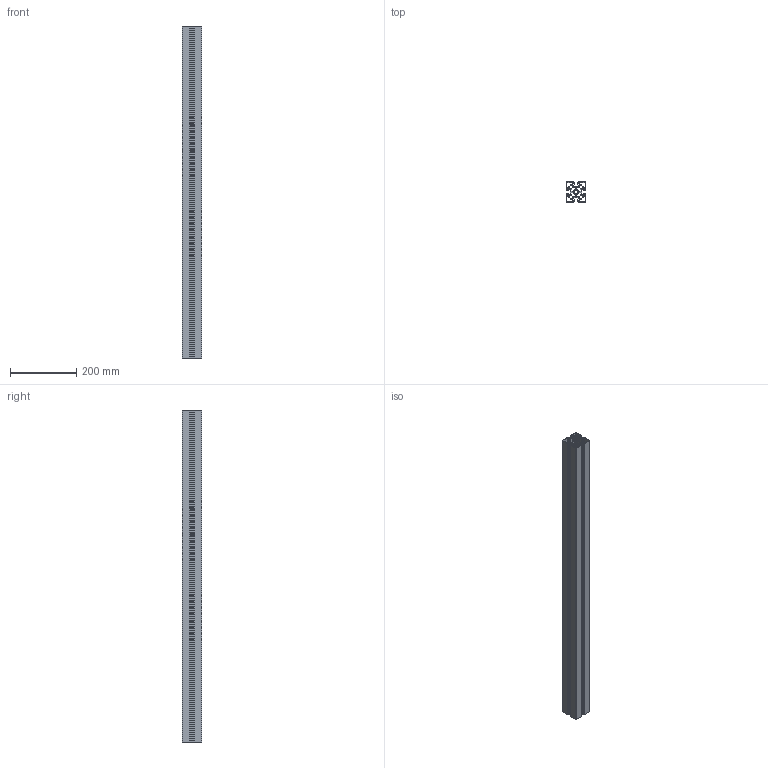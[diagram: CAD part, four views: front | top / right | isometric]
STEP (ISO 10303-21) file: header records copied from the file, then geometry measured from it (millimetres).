
FILE_DESCRIPTION (( 'STEP AP214' ), '1' );
FILE_NAME ('Ñáîðêà13.STEP', '2025-02-18T13:44:06', ( '' ), ( '' ), 'SwSTEP 2.0', 'SolidWorks 2024', '' );
FILE_SCHEMA (( 'AUTOMOTIVE_DESIGN' ));
Length unit declared in the file: millimetre
Products named in the file (2): Сборка13; 766L Профиль конструкционный 60х60L, 4 паза_00
Assembly tree (1 placements, depth 2):
  Сборка13
    766L Профиль конструкционный 60х60L, 4 паза_00
Bounding box: 60 x 60 x 1000 mm (x, y, z)
Volume: 934672.2 mm3; surface area: 1039293 mm2
Topology: 1 solids, 1 shells, 376 faces, 1122 edges, 748 vertices
Faces by surface type: cylinder 190, plane 186
Entity records: 12821 total; most frequent: DIRECTION 2262, CARTESIAN_POINT 2250, ORIENTED_EDGE 2244, EDGE_CURVE 1122, AXIS2_PLACEMENT_3D 760, VERTEX_POINT 748, VECTOR 742, LINE 742
